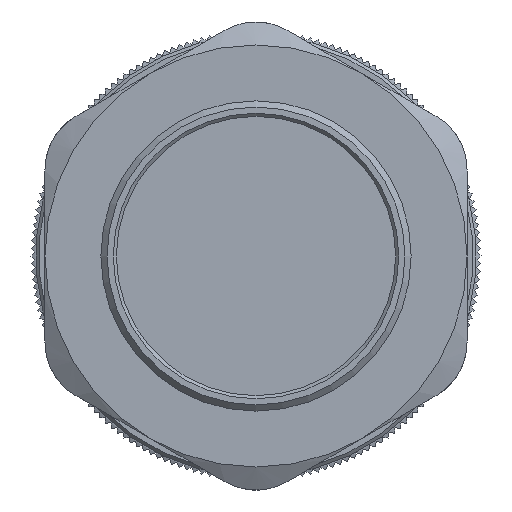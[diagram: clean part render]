
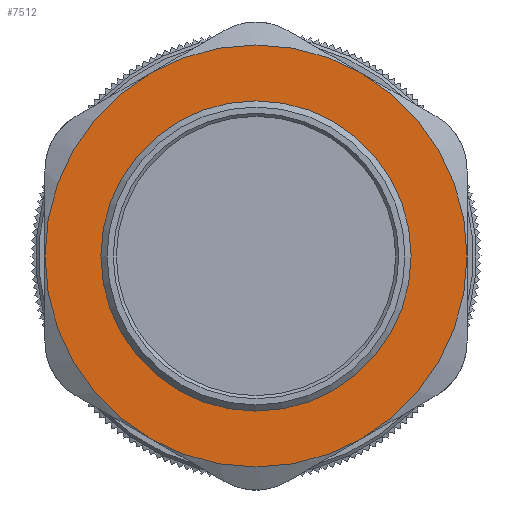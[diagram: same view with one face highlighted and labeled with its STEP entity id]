
A CAD part, front view. The second image highlights one B-rep face of the part: STEP entity #7512.
In plain terms, the highlighted planar face has unit normal (0, -1, 0).
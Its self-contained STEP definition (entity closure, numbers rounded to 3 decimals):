
#791=FACE_BOUND('',#1582,.T.);
#799=PLANE('',#7952);
#1175=FACE_OUTER_BOUND('',#1581,.T.);
#1581=EDGE_LOOP('',(#4759,#4760,#4761,#4762,#4763,#4764));
#1582=EDGE_LOOP('',(#4765));
#2766=CIRCLE('',#7953,34.);
#2767=CIRCLE('',#7954,34.);
#2768=CIRCLE('',#7955,34.);
#2769=CIRCLE('',#7956,34.);
#2770=CIRCLE('',#7957,34.);
#2771=CIRCLE('',#7958,34.);
#2772=CIRCLE('',#7959,24.2);
#2801=VERTEX_POINT('',#9674);
#2802=VERTEX_POINT('',#9675);
#2803=VERTEX_POINT('',#9677);
#2804=VERTEX_POINT('',#9679);
#2805=VERTEX_POINT('',#9681);
#2806=VERTEX_POINT('',#9683);
#2807=VERTEX_POINT('',#9686);
#3581=EDGE_CURVE('',#2801,#2802,#2766,.T.);
#3582=EDGE_CURVE('',#2803,#2801,#2767,.T.);
#3583=EDGE_CURVE('',#2804,#2803,#2768,.T.);
#3584=EDGE_CURVE('',#2805,#2804,#2769,.T.);
#3585=EDGE_CURVE('',#2806,#2805,#2770,.T.);
#3586=EDGE_CURVE('',#2802,#2806,#2771,.T.);
#3587=EDGE_CURVE('',#2807,#2807,#2772,.T.);
#4759=ORIENTED_EDGE('',*,*,#3581,.F.);
#4760=ORIENTED_EDGE('',*,*,#3582,.F.);
#4761=ORIENTED_EDGE('',*,*,#3583,.F.);
#4762=ORIENTED_EDGE('',*,*,#3584,.F.);
#4763=ORIENTED_EDGE('',*,*,#3585,.F.);
#4764=ORIENTED_EDGE('',*,*,#3586,.F.);
#4765=ORIENTED_EDGE('',*,*,#3587,.T.);
#7512=ADVANCED_FACE('',(#1175,#791),#799,.T.);
#7952=AXIS2_PLACEMENT_3D('',#9673,#8413,#8414);
#7953=AXIS2_PLACEMENT_3D('',#9676,#8415,#8416);
#7954=AXIS2_PLACEMENT_3D('',#9678,#8417,#8418);
#7955=AXIS2_PLACEMENT_3D('',#9680,#8419,#8420);
#7956=AXIS2_PLACEMENT_3D('',#9682,#8421,#8422);
#7957=AXIS2_PLACEMENT_3D('',#9684,#8423,#8424);
#7958=AXIS2_PLACEMENT_3D('',#9685,#8425,#8426);
#7959=AXIS2_PLACEMENT_3D('',#9687,#8427,#8428);
#8413=DIRECTION('center_axis',(0.,-1.,0.));
#8414=DIRECTION('ref_axis',(0.,0.,-1.));
#8415=DIRECTION('center_axis',(0.,1.,0.));
#8416=DIRECTION('ref_axis',(1.,0.,0.));
#8417=DIRECTION('center_axis',(0.,1.,0.));
#8418=DIRECTION('ref_axis',(1.,0.,0.));
#8419=DIRECTION('center_axis',(0.,1.,0.));
#8420=DIRECTION('ref_axis',(1.,0.,0.));
#8421=DIRECTION('center_axis',(0.,1.,0.));
#8422=DIRECTION('ref_axis',(1.,0.,0.));
#8423=DIRECTION('center_axis',(0.,1.,0.));
#8424=DIRECTION('ref_axis',(1.,0.,0.));
#8425=DIRECTION('center_axis',(0.,1.,0.));
#8426=DIRECTION('ref_axis',(1.,0.,0.));
#8427=DIRECTION('center_axis',(0.,1.,0.));
#8428=DIRECTION('ref_axis',(1.,0.,0.));
#9673=CARTESIAN_POINT('Origin',(-43.022,-31.925,45.99));
#9674=CARTESIAN_POINT('',(-43.022,-31.925,45.99));
#9675=CARTESIAN_POINT('',(-26.022,-31.925,75.435));
#9676=CARTESIAN_POINT('Origin',(-9.022,-31.925,45.99));
#9677=CARTESIAN_POINT('',(-26.022,-31.925,16.545));
#9678=CARTESIAN_POINT('Origin',(-9.022,-31.925,45.99));
#9679=CARTESIAN_POINT('',(7.978,-31.925,16.545));
#9680=CARTESIAN_POINT('Origin',(-9.022,-31.925,45.99));
#9681=CARTESIAN_POINT('',(24.978,-31.925,45.99));
#9682=CARTESIAN_POINT('Origin',(-9.022,-31.925,45.99));
#9683=CARTESIAN_POINT('',(7.978,-31.925,75.435));
#9684=CARTESIAN_POINT('Origin',(-9.022,-31.925,45.99));
#9685=CARTESIAN_POINT('Origin',(-9.022,-31.925,45.99));
#9686=CARTESIAN_POINT('',(15.178,-31.925,45.99));
#9687=CARTESIAN_POINT('Origin',(-9.022,-31.925,45.99));
